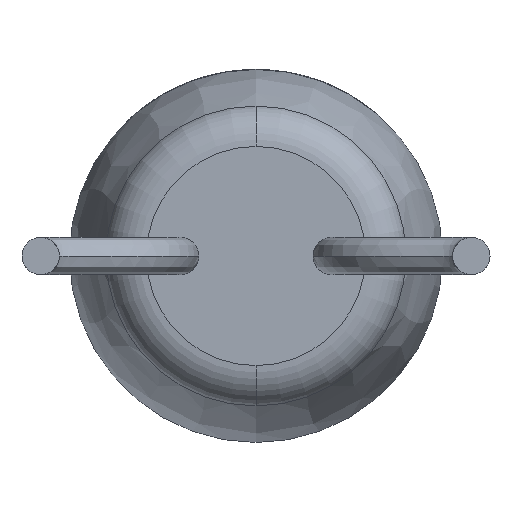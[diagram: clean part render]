
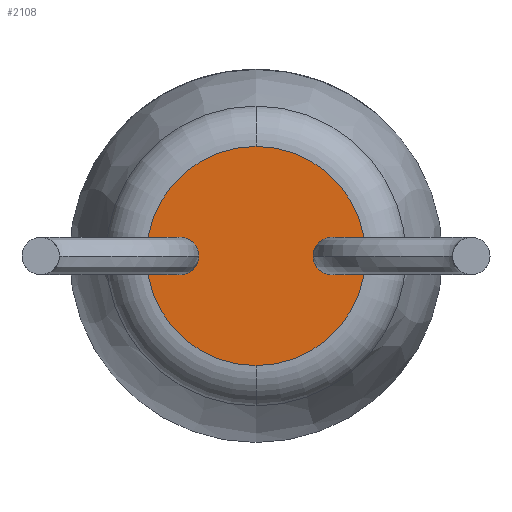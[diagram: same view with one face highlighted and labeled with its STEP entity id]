
A CAD part, front view. The second image highlights one B-rep face of the part: STEP entity #2108.
In plain terms, the highlighted planar face has unit normal (0, -1, 0).
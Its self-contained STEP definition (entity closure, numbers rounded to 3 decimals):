
#6 = AXIS2_PLACEMENT_3D ( 'NONE', #3141, #4207, #3868 ) ;
#24 = ORIENTED_EDGE ( 'NONE', *, *, #1846, .F. ) ;
#34 = PLANE ( 'NONE',  #38 ) ;
#38 = AXIS2_PLACEMENT_3D ( 'NONE', #439, #2949, #4342 ) ;
#72 = FACE_BOUND ( 'NONE', #2489, .T. ) ;
#186 = FACE_BOUND ( 'NONE', #1344, .T. ) ;
#210 = CARTESIAN_POINT ( 'NONE',  ( 1.118, 0., 0.275 ) ) ;
#231 = CARTESIAN_POINT ( 'NONE',  ( -1.118, 0., 0.275 ) ) ;
#266 = EDGE_CURVE ( 'NONE', #4393, #2586, #1740, .T. ) ;
#307 = CARTESIAN_POINT ( 'NONE',  ( 0., 0., 0. ) ) ;
#439 = CARTESIAN_POINT ( 'NONE',  ( 0., 0., 0. ) ) ;
#488 = DIRECTION ( 'NONE',  ( 0., 0., -1. ) ) ;
#668 = DIRECTION ( 'NONE',  ( 0., 0., 1. ) ) ;
#788 = EDGE_LOOP ( 'NONE', ( #2274, #1241 ) ) ;
#813 = ORIENTED_EDGE ( 'NONE', *, *, #266, .T. ) ;
#871 = CIRCLE ( 'NONE', #1297, 0.275 ) ;
#990 = DIRECTION ( 'NONE',  ( 0., 0., -1. ) ) ;
#1055 = CARTESIAN_POINT ( 'NONE',  ( -1.118, 0., -0.275 ) ) ;
#1172 = EDGE_CURVE ( 'NONE', #2586, #4393, #3854, .T. ) ;
#1241 = ORIENTED_EDGE ( 'NONE', *, *, #3819, .T. ) ;
#1249 = VERTEX_POINT ( 'NONE', #1055 ) ;
#1297 = AXIS2_PLACEMENT_3D ( 'NONE', #2022, #2675, #3420 ) ;
#1328 = DIRECTION ( 'NONE',  ( 0., -1., 0. ) ) ;
#1344 = EDGE_LOOP ( 'NONE', ( #813, #3883 ) ) ;
#1350 = CIRCLE ( 'NONE', #2786, 1.615 ) ;
#1364 = DIRECTION ( 'NONE',  ( 0., 1., 0. ) ) ;
#1548 = CARTESIAN_POINT ( 'NONE',  ( 1.118, 0., 0. ) ) ;
#1740 = CIRCLE ( 'NONE', #3319, 0.275 ) ;
#1751 = EDGE_CURVE ( 'NONE', #3081, #1249, #871, .T. ) ;
#1818 = DIRECTION ( 'NONE',  ( 0., -1., 0. ) ) ;
#1846 = EDGE_CURVE ( 'NONE', #1249, #3081, #2948, .T. ) ;
#1899 = DIRECTION ( 'NONE',  ( 0., 1., 0. ) ) ;
#2022 = CARTESIAN_POINT ( 'NONE',  ( -1.118, 0., 0. ) ) ;
#2039 = VERTEX_POINT ( 'NONE', #4265 ) ;
#2071 = AXIS2_PLACEMENT_3D ( 'NONE', #2138, #1818, #4651 ) ;
#2099 = CARTESIAN_POINT ( 'NONE',  ( 0., 0., 1.615 ) ) ;
#2108 = ADVANCED_FACE ( 'NONE', ( #186, #3171, #72 ), #34, .F. ) ;
#2138 = CARTESIAN_POINT ( 'NONE',  ( -1.118, 0., 0. ) ) ;
#2274 = ORIENTED_EDGE ( 'NONE', *, *, #2277, .T. ) ;
#2277 = EDGE_CURVE ( 'NONE', #2039, #2353, #1350, .T. ) ;
#2293 = CIRCLE ( 'NONE', #6, 1.615 ) ;
#2353 = VERTEX_POINT ( 'NONE', #2099 ) ;
#2489 = EDGE_LOOP ( 'NONE', ( #3004, #24 ) ) ;
#2534 = AXIS2_PLACEMENT_3D ( 'NONE', #3495, #1364, #990 ) ;
#2586 = VERTEX_POINT ( 'NONE', #4365 ) ;
#2675 = DIRECTION ( 'NONE',  ( 0., -1., 0. ) ) ;
#2786 = AXIS2_PLACEMENT_3D ( 'NONE', #307, #1328, #668 ) ;
#2948 = CIRCLE ( 'NONE', #2071, 0.275 ) ;
#2949 = DIRECTION ( 'NONE',  ( 0., 1., 0. ) ) ;
#3004 = ORIENTED_EDGE ( 'NONE', *, *, #1751, .F. ) ;
#3081 = VERTEX_POINT ( 'NONE', #231 ) ;
#3141 = CARTESIAN_POINT ( 'NONE',  ( 0., 0., 0. ) ) ;
#3171 = FACE_OUTER_BOUND ( 'NONE', #788, .T. ) ;
#3319 = AXIS2_PLACEMENT_3D ( 'NONE', #1548, #1899, #488 ) ;
#3420 = DIRECTION ( 'NONE',  ( 0., 0., 1. ) ) ;
#3495 = CARTESIAN_POINT ( 'NONE',  ( 1.118, 0., 0. ) ) ;
#3819 = EDGE_CURVE ( 'NONE', #2353, #2039, #2293, .T. ) ;
#3854 = CIRCLE ( 'NONE', #2534, 0.275 ) ;
#3868 = DIRECTION ( 'NONE',  ( 0., 0., 1. ) ) ;
#3883 = ORIENTED_EDGE ( 'NONE', *, *, #1172, .T. ) ;
#4207 = DIRECTION ( 'NONE',  ( 0., -1., 0. ) ) ;
#4265 = CARTESIAN_POINT ( 'NONE',  ( 0., 0., -1.615 ) ) ;
#4342 = DIRECTION ( 'NONE',  ( 0., 0., 1. ) ) ;
#4365 = CARTESIAN_POINT ( 'NONE',  ( 1.118, 0., -0.275 ) ) ;
#4393 = VERTEX_POINT ( 'NONE', #210 ) ;
#4651 = DIRECTION ( 'NONE',  ( 0., 0., 1. ) ) ;
